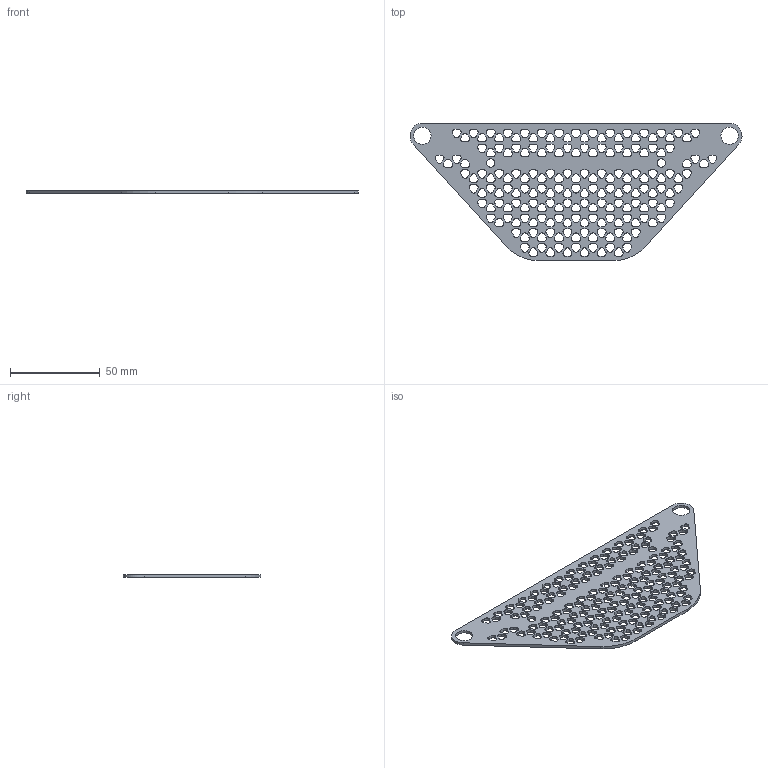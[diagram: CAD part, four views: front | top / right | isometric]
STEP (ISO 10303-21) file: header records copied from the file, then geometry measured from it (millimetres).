
FILE_DESCRIPTION(/* description */ (''),/* implementation_level */ '2;1');
FILE_NAME(/* name */ 'Top tensioner plate (pocketed).step',/* time_stamp */ '2024-06-27T21:50:15-05:00',/* author */ (''),/* organization */ (''),/* preprocessor_version */ 'ST-DEVELOPER v20',/* originating_system */ 'Autodesk Translation Framework v13.14.0.145',/* authorisation */ '');
FILE_SCHEMA (('AUTOMOTIVE_DESIGN { 1 0 10303 214 3 1 1 }'));
Length unit declared in the file: millimetre
Products named in the file (1): top_tensioner_plate
Bounding box: 185.38 x 76.83 x 1.59 mm (x, y, z)
Volume: 10469.9 mm3; surface area: 18545.4 mm2
Topology: 1 solids, 1 shells, 1118 faces, 3348 edges, 2232 vertices
Faces by surface type: cylinder 560, plane 558
Full cylindrical faces by diameter (mm): 4.572 x2, 9.652 x2
Entity records: 38764 total; most frequent: DIRECTION 6706, CARTESIAN_POINT 6699, ORIENTED_EDGE 6696, EDGE_CURVE 3348, AXIS2_PLACEMENT_3D 2239, VERTEX_POINT 2232, LINE 2228, VECTOR 2228
